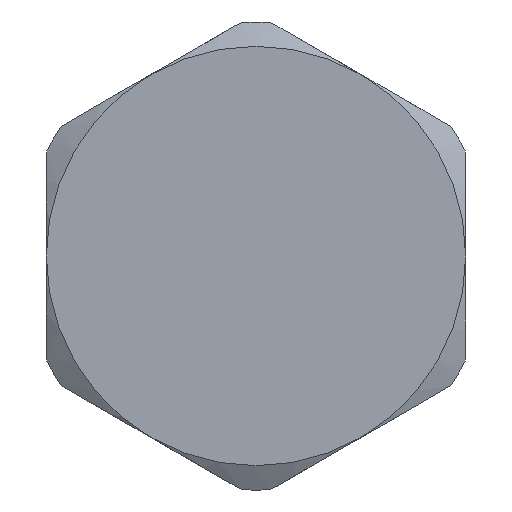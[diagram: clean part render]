
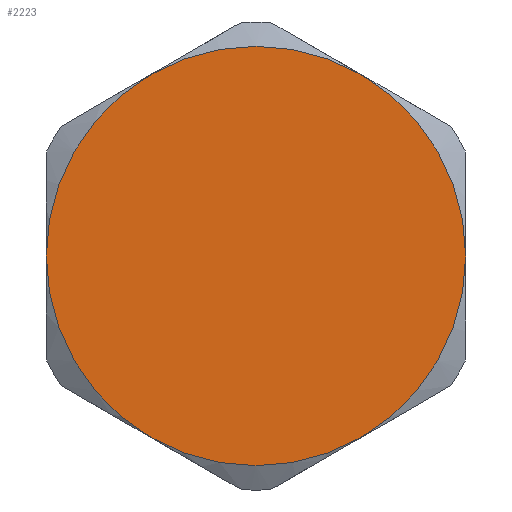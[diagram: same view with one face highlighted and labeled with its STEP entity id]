
A CAD part, left-side view. The second image highlights one B-rep face of the part: STEP entity #2223.
In plain terms, the highlighted planar face has unit normal (-1, 0, 0).
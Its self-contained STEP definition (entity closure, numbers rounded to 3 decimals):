
#191 = AXIS2_PLACEMENT_3D ( 'NONE', #7860, #2095, #4968 ) ;
#277 = VERTEX_POINT ( 'NONE', #5419 ) ;
#536 = AXIS2_PLACEMENT_3D ( 'NONE', #3007, #2969, #6660 ) ;
#582 = ORIENTED_EDGE ( 'NONE', *, *, #9048, .T. ) ;
#661 = CARTESIAN_POINT ( 'NONE',  ( 0., 5.555, -9.622 ) ) ;
#1335 = AXIS2_PLACEMENT_3D ( 'NONE', #1350, #9268, #9303 ) ;
#1350 = CARTESIAN_POINT ( 'NONE',  ( 0., 0., 0. ) ) ;
#1460 = DIRECTION ( 'NONE',  ( -1., 0., 0. ) ) ;
#1524 = ORIENTED_EDGE ( 'NONE', *, *, #4290, .T. ) ;
#1652 = DIRECTION ( 'NONE',  ( -1., 0., 0. ) ) ;
#1787 = CARTESIAN_POINT ( 'NONE',  ( 0., 0., 0. ) ) ;
#1951 = CARTESIAN_POINT ( 'NONE',  ( 0., -5.555, -9.622 ) ) ;
#2095 = DIRECTION ( 'NONE',  ( -1., 0., 0. ) ) ;
#2169 = DIRECTION ( 'NONE',  ( 0., -1., 0. ) ) ;
#2194 = DIRECTION ( 'NONE',  ( 0., 1., 0. ) ) ;
#2223 = ADVANCED_FACE ( 'NONE', ( #6296 ), #4060, .F. ) ;
#2429 = DIRECTION ( 'NONE',  ( 0., -1., 0. ) ) ;
#2792 = CIRCLE ( 'NONE', #191, 11.11 ) ;
#2968 = CARTESIAN_POINT ( 'NONE',  ( 0., -5.555, 9.622 ) ) ;
#2969 = DIRECTION ( 'NONE',  ( -1., 0., 0. ) ) ;
#3007 = CARTESIAN_POINT ( 'NONE',  ( 0., 0., 0. ) ) ;
#3213 = CIRCLE ( 'NONE', #9106, 11.11 ) ;
#3255 = EDGE_CURVE ( 'NONE', #4901, #6491, #2792, .T. ) ;
#3518 = AXIS2_PLACEMENT_3D ( 'NONE', #4314, #1460, #2169 ) ;
#3668 = ORIENTED_EDGE ( 'NONE', *, *, #9195, .T. ) ;
#3680 = CIRCLE ( 'NONE', #3518, 11.11 ) ;
#3690 = CARTESIAN_POINT ( 'NONE',  ( 0., -11.11, 0. ) ) ;
#4060 = PLANE ( 'NONE',  #4826 ) ;
#4088 = EDGE_LOOP ( 'NONE', ( #5670, #3668, #6120, #6575, #582, #1524 ) ) ;
#4290 = EDGE_CURVE ( 'NONE', #5840, #4351, #3680, .T. ) ;
#4314 = CARTESIAN_POINT ( 'NONE',  ( 0., 0., 0. ) ) ;
#4351 = VERTEX_POINT ( 'NONE', #3690 ) ;
#4447 = CIRCLE ( 'NONE', #536, 11.11 ) ;
#4667 = DIRECTION ( 'NONE',  ( 0., -1., 0. ) ) ;
#4730 = VERTEX_POINT ( 'NONE', #2968 ) ;
#4826 = AXIS2_PLACEMENT_3D ( 'NONE', #8993, #6257, #2194 ) ;
#4901 = VERTEX_POINT ( 'NONE', #5340 ) ;
#4968 = DIRECTION ( 'NONE',  ( 0., -1., 0. ) ) ;
#5331 = DIRECTION ( 'NONE',  ( -1., 0., 0. ) ) ;
#5340 = CARTESIAN_POINT ( 'NONE',  ( 0., 11.11, 0. ) ) ;
#5419 = CARTESIAN_POINT ( 'NONE',  ( 0., 5.555, 9.622 ) ) ;
#5596 = CIRCLE ( 'NONE', #1335, 11.11 ) ;
#5670 = ORIENTED_EDGE ( 'NONE', *, *, #6175, .T. ) ;
#5840 = VERTEX_POINT ( 'NONE', #1951 ) ;
#6120 = ORIENTED_EDGE ( 'NONE', *, *, #9355, .T. ) ;
#6175 = EDGE_CURVE ( 'NONE', #4351, #4730, #3213, .T. ) ;
#6257 = DIRECTION ( 'NONE',  ( 1., 0., 0. ) ) ;
#6296 = FACE_OUTER_BOUND ( 'NONE', #4088, .T. ) ;
#6491 = VERTEX_POINT ( 'NONE', #661 ) ;
#6575 = ORIENTED_EDGE ( 'NONE', *, *, #3255, .T. ) ;
#6660 = DIRECTION ( 'NONE',  ( 0., -1., 0. ) ) ;
#6717 = CARTESIAN_POINT ( 'NONE',  ( 0., 0., 0. ) ) ;
#7860 = CARTESIAN_POINT ( 'NONE',  ( 0., 0., 0. ) ) ;
#8058 = CIRCLE ( 'NONE', #9253, 11.11 ) ;
#8993 = CARTESIAN_POINT ( 'NONE',  ( 0., 0., 0. ) ) ;
#9048 = EDGE_CURVE ( 'NONE', #6491, #5840, #8058, .T. ) ;
#9106 = AXIS2_PLACEMENT_3D ( 'NONE', #1787, #1652, #4667 ) ;
#9195 = EDGE_CURVE ( 'NONE', #4730, #277, #5596, .T. ) ;
#9253 = AXIS2_PLACEMENT_3D ( 'NONE', #6717, #5331, #2429 ) ;
#9268 = DIRECTION ( 'NONE',  ( -1., 0., 0. ) ) ;
#9303 = DIRECTION ( 'NONE',  ( 0., -1., 0. ) ) ;
#9355 = EDGE_CURVE ( 'NONE', #277, #4901, #4447, .T. ) ;
